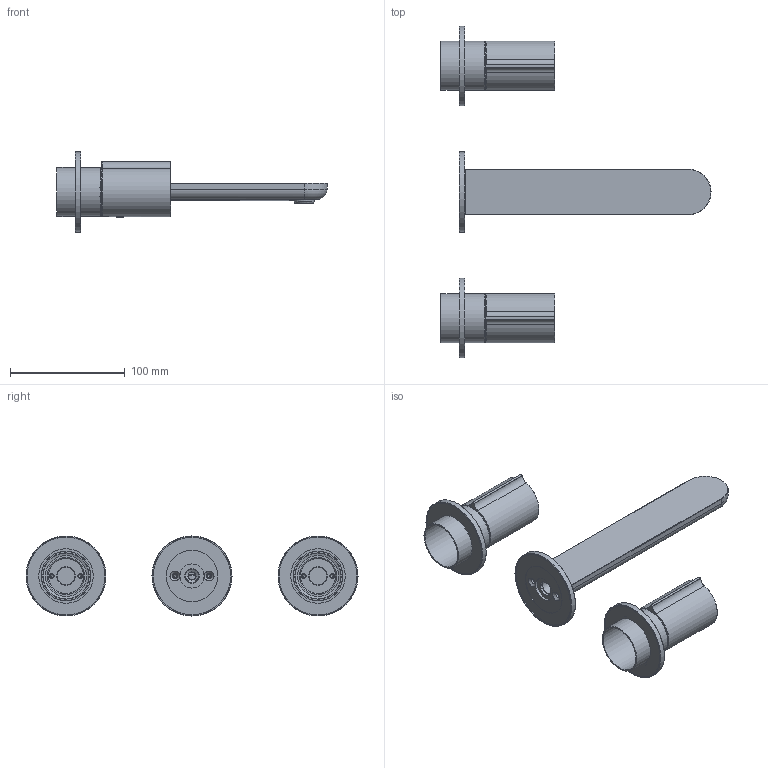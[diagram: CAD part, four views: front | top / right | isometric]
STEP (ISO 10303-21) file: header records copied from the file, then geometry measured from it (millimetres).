
FILE_DESCRIPTION(/* description */ ('Unknown'),/* implementation_level */ '2;1');
FILE_NAME(/* name */ 'GT105T-00',/* time_stamp */ '2026-01-21T16:42:21+01:00',/* author */ ('Unknown'),/* organization */ ('Unknown'),/* preprocessor_version */ 'ST-DEVELOPER v20',/* originating_system */ 'Solid Edge',/* authorisation */ 'Unknown');
FILE_SCHEMA (('AUTOMOTIVE_DESIGN {1 0 10303 214 3 1 1}'));
Products named in the file (20): GT105TEXT-00; AR131-01; AR031FL70-00_oa_0; AR031-07 rel1; AR031FL70-00_oa_1; GT105-FL70-00_oa_2; GT105-02; GT105T-002_oa_3; GT105T-02; GT003-08; GT105T-001_oa_4; GT105T-01; GT105-002_oa_5; CB095-16; GT003-002_oa_6; gt003-002-1; gt003-002-2; gt003-002-3; gt003-002-4; GT105-03
Assembly tree (23 placements, depth 4):
  GT105TEXT-00
    AR131-01  x2
    AR031FL70-00_oa_0
      AR031-07 rel1
    AR031FL70-00_oa_1
      AR031-07 rel1
    GT105-FL70-00_oa_2
      GT105-02
    GT105T-002_oa_3
      GT105T-02
      GT003-08
    GT105T-001_oa_4
      GT105T-01
      GT003-08
    GT105-002_oa_5
      CB095-16  x2
      GT003-002_oa_6
        gt003-002-1
        gt003-002-2
        gt003-002-3
        gt003-002-4
      GT105-03
Bounding box: 235.8 x 289.8 x 70 mm (x, y, z)
Volume: 210068.1 mm3; surface area: 118444.5 mm2
Topology: 16 solids, 16 shells, 1387 faces, 3889 edges, 2541 vertices
Faces by surface type: plane 993, cylinder 166, bspline 86, torus 76, cone 57, sphere 9
Full cylindrical faces by diameter (mm): 1.8 x2, 3.242 x10, 4.5 x2, 5 x2, 6.3 x2, 7 x1, 10 x1, 11.5 x1, 12.5 x1, 13 x1, 15 x2, 15.8 x1, 16 x2, 18 x2, 18.4 x1, 20 x1, 21 x1, 21.8 x1, 22 x1, 22.7 x1, 22.917 x1, 24.3 x1, 26 x1, 30 x1, 30.376 x4, 36 x2, 37 x2, 40 x2, 40.4 x2, 42.8 x2
Entity records: 62882 total; most frequent: CARTESIAN_POINT 27514, ORIENTED_EDGE 6874, DIRECTION 6198, EDGE_CURVE 3437, LINE 2782, VECTOR 2782, VERTEX_POINT 2317, AXIS2_PLACEMENT_3D 1708
